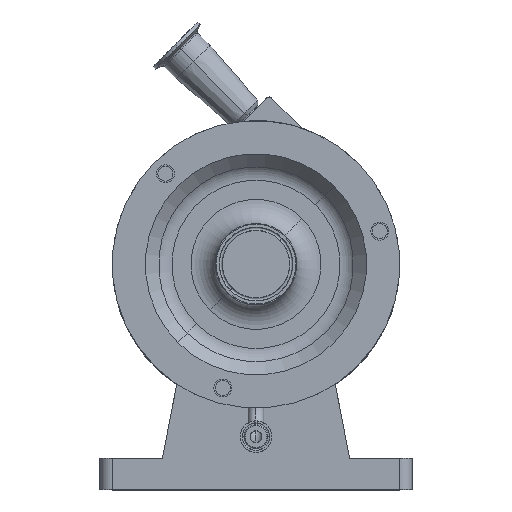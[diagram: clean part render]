
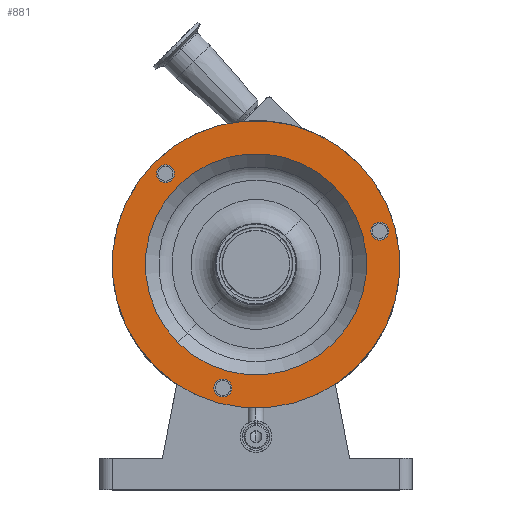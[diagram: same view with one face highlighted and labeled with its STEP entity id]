
A CAD part, top view. The second image highlights one B-rep face of the part: STEP entity #881.
In plain terms, the highlighted planar face has unit normal (0, 0, 1).
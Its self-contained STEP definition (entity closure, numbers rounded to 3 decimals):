
#23 = VERTEX_POINT ( 'NONE', #3350 ) ;
#76 = EDGE_CURVE ( 'NONE', #248, #108, #3338, .T. ) ;
#90 = EDGE_CURVE ( 'NONE', #230, #23, #3400, .T. ) ;
#108 = VERTEX_POINT ( 'NONE', #3469 ) ;
#188 = VERTEX_POINT ( 'NONE', #3595 ) ;
#201 = VERTEX_POINT ( 'NONE', #3584 ) ;
#203 = VERTEX_POINT ( 'NONE', #3583 ) ;
#205 = EDGE_CURVE ( 'NONE', #264, #188, #3620, .T. ) ;
#229 = VERTEX_POINT ( 'NONE', #3787 ) ;
#230 = VERTEX_POINT ( 'NONE', #3685 ) ;
#248 = VERTEX_POINT ( 'NONE', #3768 ) ;
#259 = EDGE_CURVE ( 'NONE', #201, #229, #3680, .T. ) ;
#264 = VERTEX_POINT ( 'NONE', #3758 ) ;
#289 = EDGE_CURVE ( 'NONE', #203, #327, #3865, .T. ) ;
#327 = VERTEX_POINT ( 'NONE', #3910 ) ;
#729 = EDGE_CURVE ( 'NONE', #188, #264, #4710, .T. ) ;
#837 = EDGE_LOOP ( 'NONE', ( #1005, #1104 ) ) ;
#875 = EDGE_LOOP ( 'NONE', ( #1106, #1022 ) ) ;
#876 = EDGE_CURVE ( 'NONE', #23, #230, #4956, .T. ) ;
#877 = ORIENTED_EDGE ( 'NONE', *, *, #205, .F. ) ;
#881 = ADVANCED_FACE ( 'NONE', ( #4834, #4973, #4861, #4833, #4925 ), #4832, .F. ) ;
#1005 = ORIENTED_EDGE ( 'NONE', *, *, #1011, .F. ) ;
#1009 = EDGE_CURVE ( 'NONE', #108, #248, #5093, .T. ) ;
#1011 = EDGE_CURVE ( 'NONE', #229, #201, #5166, .T. ) ;
#1022 = ORIENTED_EDGE ( 'NONE', *, *, #289, .F. ) ;
#1029 = EDGE_LOOP ( 'NONE', ( #1103, #1110 ) ) ;
#1034 = ORIENTED_EDGE ( 'NONE', *, *, #876, .T. ) ;
#1063 = EDGE_CURVE ( 'NONE', #327, #203, #5394, .T. ) ;
#1093 = EDGE_LOOP ( 'NONE', ( #1109, #877 ) ) ;
#1094 = ORIENTED_EDGE ( 'NONE', *, *, #90, .T. ) ;
#1099 = EDGE_LOOP ( 'NONE', ( #1094, #1034 ) ) ;
#1103 = ORIENTED_EDGE ( 'NONE', *, *, #1009, .F. ) ;
#1104 = ORIENTED_EDGE ( 'NONE', *, *, #259, .F. ) ;
#1106 = ORIENTED_EDGE ( 'NONE', *, *, #1063, .F. ) ;
#1109 = ORIENTED_EDGE ( 'NONE', *, *, #729, .F. ) ;
#1110 = ORIENTED_EDGE ( 'NONE', *, *, #76, .F. ) ;
#3243 = DIRECTION ( 'NONE',  ( 0.707, 0.707, 0. ) ) ;
#3332 = DIRECTION ( 'NONE',  ( 0., 0., 1. ) ) ;
#3333 = CARTESIAN_POINT ( 'NONE',  ( -26.529, -99.007, 194. ) ) ;
#3334 = AXIS2_PLACEMENT_3D ( 'NONE', #3333, #3332, #3243 ) ;
#3338 = CIRCLE ( 'NONE', #3334, 7.144 ) ;
#3350 = CARTESIAN_POINT ( 'NONE',  ( -81.317, -81.317, 194. ) ) ;
#3380 = CARTESIAN_POINT ( 'NONE',  ( 0., 0., 194. ) ) ;
#3394 = DIRECTION ( 'NONE',  ( 0., 0., 1. ) ) ;
#3400 = CIRCLE ( 'NONE', #3481, 115. ) ;
#3463 = DIRECTION ( 'NONE',  ( 0.707, 0.707, 0. ) ) ;
#3469 = CARTESIAN_POINT ( 'NONE',  ( -21.478, -93.956, 194. ) ) ;
#3481 = AXIS2_PLACEMENT_3D ( 'NONE', #3380, #3394, #3463 ) ;
#3577 = DIRECTION ( 'NONE',  ( 0.707, 0.707, 0. ) ) ;
#3578 = DIRECTION ( 'NONE',  ( 0., 0., 1. ) ) ;
#3579 = CARTESIAN_POINT ( 'NONE',  ( -72.478, 72.478, 194. ) ) ;
#3580 = AXIS2_PLACEMENT_3D ( 'NONE', #3579, #3578, #3577 ) ;
#3583 = CARTESIAN_POINT ( 'NONE',  ( -62.579, -62.579, 194. ) ) ;
#3584 = CARTESIAN_POINT ( 'NONE',  ( 93.956, 21.478, 194. ) ) ;
#3595 = CARTESIAN_POINT ( 'NONE',  ( -67.427, 77.53, 194. ) ) ;
#3620 = CIRCLE ( 'NONE', #3580, 7.144 ) ;
#3680 = CIRCLE ( 'NONE', #3681, 7.144 ) ;
#3681 = AXIS2_PLACEMENT_3D ( 'NONE', #3762, #3761, #3760 ) ;
#3685 = CARTESIAN_POINT ( 'NONE',  ( 81.317, 81.317, 194. ) ) ;
#3758 = CARTESIAN_POINT ( 'NONE',  ( -77.53, 67.427, 194. ) ) ;
#3760 = DIRECTION ( 'NONE',  ( 0.707, 0.707, 0. ) ) ;
#3761 = DIRECTION ( 'NONE',  ( 0., 0., 1. ) ) ;
#3762 = CARTESIAN_POINT ( 'NONE',  ( 99.007, 26.529, 194. ) ) ;
#3768 = CARTESIAN_POINT ( 'NONE',  ( -31.58, -104.059, 194. ) ) ;
#3787 = CARTESIAN_POINT ( 'NONE',  ( 104.059, 31.58, 194. ) ) ;
#3816 = DIRECTION ( 'NONE',  ( 0.707, 0.707, 0. ) ) ;
#3829 = DIRECTION ( 'NONE',  ( 0., 0., 1. ) ) ;
#3830 = CARTESIAN_POINT ( 'NONE',  ( 0., 0., 194. ) ) ;
#3858 = AXIS2_PLACEMENT_3D ( 'NONE', #3830, #3829, #3816 ) ;
#3865 = CIRCLE ( 'NONE', #3858, 88.5 ) ;
#3910 = CARTESIAN_POINT ( 'NONE',  ( 62.579, 62.579, 194. ) ) ;
#4651 = CARTESIAN_POINT ( 'NONE',  ( -72.478, 72.478, 194. ) ) ;
#4707 = DIRECTION ( 'NONE',  ( 0.707, 0.707, 0. ) ) ;
#4708 = DIRECTION ( 'NONE',  ( 0., 0., 1. ) ) ;
#4709 = AXIS2_PLACEMENT_3D ( 'NONE', #4651, #4708, #4707 ) ;
#4710 = CIRCLE ( 'NONE', #4709, 7.144 ) ;
#4832 = PLANE ( 'NONE',  #4922 ) ;
#4833 = FACE_OUTER_BOUND ( 'NONE', #1099, .T. ) ;
#4834 = FACE_BOUND ( 'NONE', #837, .T. ) ;
#4835 = DIRECTION ( 'NONE',  ( 0.707, 0.707, 0. ) ) ;
#4836 = DIRECTION ( 'NONE',  ( 0., 0., 1. ) ) ;
#4837 = CARTESIAN_POINT ( 'NONE',  ( 0., 0., 194. ) ) ;
#4838 = AXIS2_PLACEMENT_3D ( 'NONE', #4837, #4836, #4835 ) ;
#4860 = CARTESIAN_POINT ( 'NONE',  ( -22.627, 22.627, 194. ) ) ;
#4861 = FACE_BOUND ( 'NONE', #1093, .T. ) ;
#4863 = DIRECTION ( 'NONE',  ( 0., 0., -1. ) ) ;
#4922 = AXIS2_PLACEMENT_3D ( 'NONE', #4860, #4863, #4929 ) ;
#4925 = FACE_BOUND ( 'NONE', #875, .T. ) ;
#4929 = DIRECTION ( 'NONE',  ( -0.707, -0.707, 0. ) ) ;
#4956 = CIRCLE ( 'NONE', #4838, 115. ) ;
#4973 = FACE_BOUND ( 'NONE', #1029, .T. ) ;
#5093 = CIRCLE ( 'NONE', #5199, 7.144 ) ;
#5102 = DIRECTION ( 'NONE',  ( 0.707, 0.707, 0. ) ) ;
#5103 = DIRECTION ( 'NONE',  ( 0., 0., 1. ) ) ;
#5110 = DIRECTION ( 'NONE',  ( 0.707, 0.707, 0. ) ) ;
#5111 = DIRECTION ( 'NONE',  ( 0., 0., 1. ) ) ;
#5158 = CARTESIAN_POINT ( 'NONE',  ( -26.529, -99.007, 194. ) ) ;
#5166 = CIRCLE ( 'NONE', #5203, 7.144 ) ;
#5199 = AXIS2_PLACEMENT_3D ( 'NONE', #5158, #5111, #5110 ) ;
#5202 = CARTESIAN_POINT ( 'NONE',  ( 99.007, 26.529, 194. ) ) ;
#5203 = AXIS2_PLACEMENT_3D ( 'NONE', #5202, #5103, #5102 ) ;
#5240 = DIRECTION ( 'NONE',  ( 0.707, 0.707, 0. ) ) ;
#5382 = DIRECTION ( 'NONE',  ( 0., 0., 1. ) ) ;
#5383 = AXIS2_PLACEMENT_3D ( 'NONE', #5392, #5382, #5240 ) ;
#5392 = CARTESIAN_POINT ( 'NONE',  ( 0., 0., 194. ) ) ;
#5394 = CIRCLE ( 'NONE', #5383, 88.5 ) ;
